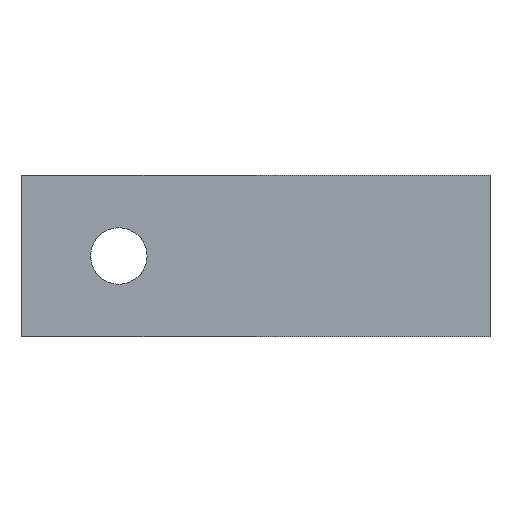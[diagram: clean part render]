
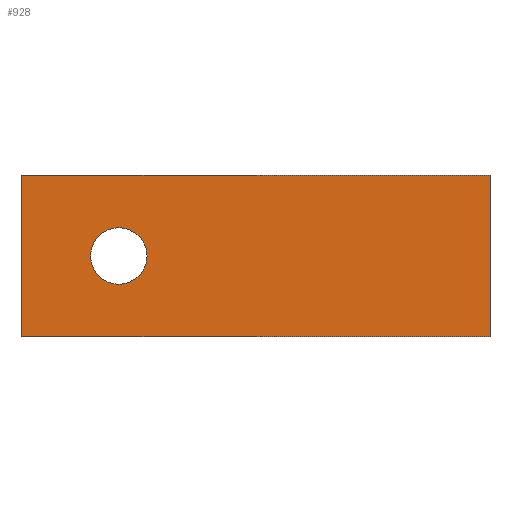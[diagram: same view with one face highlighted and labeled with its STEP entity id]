
A CAD part, left-side view. The second image highlights one B-rep face of the part: STEP entity #928.
In plain terms, the highlighted planar face has unit normal (-1, 0, 0).
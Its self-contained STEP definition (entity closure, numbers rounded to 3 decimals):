
#755=DIRECTION('',(0.,0.,-1.));
#756=VECTOR('',#755,50.);
#757=CARTESIAN_POINT('',(12.342,-18.817,39.));
#758=LINE('',#757,#756);
#779=DIRECTION('',(0.,0.,-1.));
#780=VECTOR('',#779,50.);
#781=CARTESIAN_POINT('',(12.342,126.183,39.));
#782=LINE('',#781,#780);
#783=DIRECTION('',(0.,1.,0.));
#784=VECTOR('',#783,145.);
#785=CARTESIAN_POINT('',(12.342,-18.817,39.));
#786=LINE('',#785,#784);
#787=DIRECTION('',(0.,-1.,0.));
#788=VECTOR('',#787,145.);
#789=CARTESIAN_POINT('',(12.342,126.183,-11.));
#790=LINE('',#789,#788);
#791=CARTESIAN_POINT('',(12.342,96.183,14.));
#792=DIRECTION('',(1.,0.,0.));
#793=DIRECTION('',(0.,-1.,0.));
#794=AXIS2_PLACEMENT_3D('',#791,#792,#793);
#796=CARTESIAN_POINT('',(12.342,96.183,14.));
#797=DIRECTION('',(1.,0.,0.));
#798=DIRECTION('',(0.,1.,0.));
#799=AXIS2_PLACEMENT_3D('',#796,#797,#798);
#821=CARTESIAN_POINT('',(12.342,104.933,14.));
#822=CARTESIAN_POINT('',(12.342,87.433,14.));
#823=VERTEX_POINT('',#821);
#824=VERTEX_POINT('',#822);
#825=CARTESIAN_POINT('',(12.342,-18.817,39.));
#826=CARTESIAN_POINT('',(12.342,126.183,39.));
#827=VERTEX_POINT('',#825);
#828=VERTEX_POINT('',#826);
#829=CARTESIAN_POINT('',(12.342,-18.817,-11.));
#830=VERTEX_POINT('',#829);
#831=CARTESIAN_POINT('',(12.342,126.183,-11.));
#832=VERTEX_POINT('',#831);
#911=CARTESIAN_POINT('',(12.342,84.738,33.414));
#912=DIRECTION('',(-1.,0.,0.));
#913=DIRECTION('',(0.,-1.,0.));
#914=AXIS2_PLACEMENT_3D('',#911,#912,#913);
#915=PLANE('',#914);
#916=ORIENTED_EDGE('',*,*,#905,.F.);
#917=ORIENTED_EDGE('',*,*,#863,.F.);
#918=ORIENTED_EDGE('',*,*,#878,.T.);
#919=ORIENTED_EDGE('',*,*,#892,.F.);
#920=EDGE_LOOP('',(#916,#917,#918,#919));
#921=FACE_OUTER_BOUND('',#920,.F.);
#923=ORIENTED_EDGE('',*,*,#922,.F.);
#925=ORIENTED_EDGE('',*,*,#924,.F.);
#926=EDGE_LOOP('',(#923,#925));
#927=FACE_BOUND('',#926,.F.);
#928=ADVANCED_FACE('',(#921,#927),#915,.T.);
#795=CIRCLE('',#794,8.75);
#800=CIRCLE('',#799,8.75);
#863=EDGE_CURVE('',#827,#828,#786,.T.);
#878=EDGE_CURVE('',#827,#830,#758,.T.);
#892=EDGE_CURVE('',#832,#830,#790,.T.);
#905=EDGE_CURVE('',#828,#832,#782,.T.);
#922=EDGE_CURVE('',#824,#823,#795,.T.);
#924=EDGE_CURVE('',#823,#824,#800,.T.);
